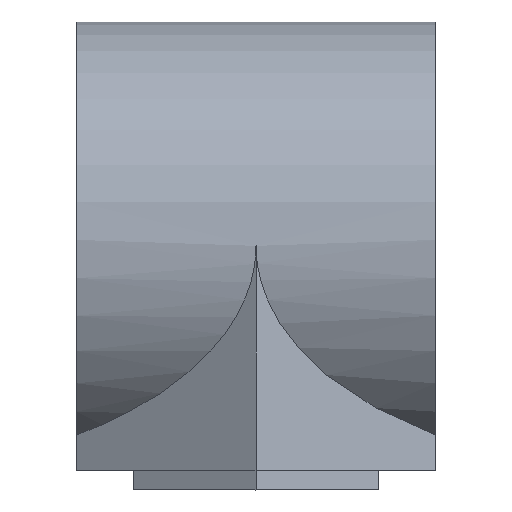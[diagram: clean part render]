
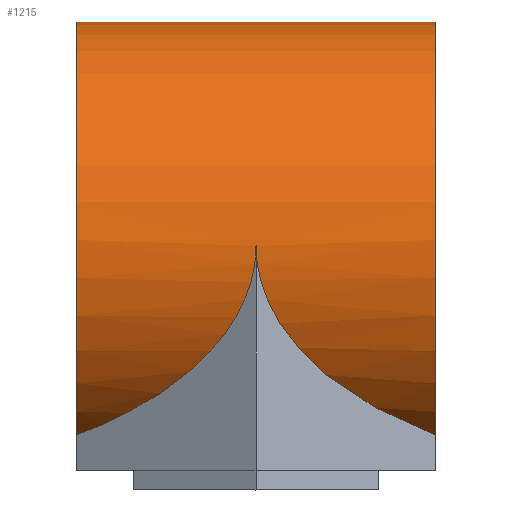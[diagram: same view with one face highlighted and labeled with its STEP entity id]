
A CAD part, top view. The second image highlights one B-rep face of the part: STEP entity #1215.
In plain terms, the highlighted cylindrical face has radius 35 mm (diameter 70 mm), a partial arc.
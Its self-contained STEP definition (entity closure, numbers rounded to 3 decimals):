
#15=ELLIPSE('',#1391,70.,35.);
#16=ELLIPSE('',#1393,70.,35.);
#17=ELLIPSE('',#1396,70.,35.);
#18=ELLIPSE('',#1397,70.,35.);
#149=FACE_OUTER_BOUND('',#241,.T.);
#241=EDGE_LOOP('',(#1087,#1088,#1089,#1090,#1091,#1092));
#470=CIRCLE('',#1333,35.);
#494=CIRCLE('',#1398,35.);
#581=VERTEX_POINT('',#2037);
#582=VERTEX_POINT('',#2038);
#603=VERTEX_POINT('',#2138);
#604=VERTEX_POINT('',#2140);
#605=VERTEX_POINT('',#2144);
#606=VERTEX_POINT('',#2150);
#721=EDGE_CURVE('',#581,#582,#470,.T.);
#768=EDGE_CURVE('',#604,#603,#15,.T.);
#770=EDGE_CURVE('',#605,#581,#16,.T.);
#771=EDGE_CURVE('',#582,#604,#17,.T.);
#772=EDGE_CURVE('',#606,#605,#18,.T.);
#773=EDGE_CURVE('',#603,#606,#494,.T.);
#1087=ORIENTED_EDGE('',*,*,#771,.F.);
#1088=ORIENTED_EDGE('',*,*,#721,.F.);
#1089=ORIENTED_EDGE('',*,*,#770,.F.);
#1090=ORIENTED_EDGE('',*,*,#772,.F.);
#1091=ORIENTED_EDGE('',*,*,#773,.F.);
#1092=ORIENTED_EDGE('',*,*,#768,.F.);
#1146=CYLINDRICAL_SURFACE('',#1395,35.);
#1215=ADVANCED_FACE('',(#149),#1146,.T.);
#1333=AXIS2_PLACEMENT_3D('',#2039,#1641,#1642);
#1391=AXIS2_PLACEMENT_3D('',#2142,#1780,#1781);
#1393=AXIS2_PLACEMENT_3D('',#2146,#1785,#1786);
#1395=AXIS2_PLACEMENT_3D('',#2148,#1789,#1790);
#1396=AXIS2_PLACEMENT_3D('',#2149,#1791,#1792);
#1397=AXIS2_PLACEMENT_3D('',#2151,#1793,#1794);
#1398=AXIS2_PLACEMENT_3D('',#2152,#1795,#1796);
#1641=DIRECTION('center_axis',(-1.,0.,0.));
#1642=DIRECTION('ref_axis',(0.,1.,0.));
#1780=DIRECTION('center_axis',(-0.5,0.,0.866));
#1781=DIRECTION('ref_axis',(0.866,0.,0.5));
#1785=DIRECTION('center_axis',(0.5,0.,-0.866));
#1786=DIRECTION('ref_axis',(0.866,0.,0.5));
#1789=DIRECTION('center_axis',(1.,0.,0.));
#1790=DIRECTION('ref_axis',(0.,1.,0.));
#1791=DIRECTION('center_axis',(0.5,0.,0.866));
#1792=DIRECTION('ref_axis',(-0.866,0.,0.5));
#1793=DIRECTION('center_axis',(-0.5,0.,-0.866));
#1794=DIRECTION('ref_axis',(-0.866,0.,0.5));
#1795=DIRECTION('center_axis',(1.,0.,0.));
#1796=DIRECTION('ref_axis',(0.,1.,0.));
#2037=CARTESIAN_POINT('',(-28.,5.5,18.834));
#2038=CARTESIAN_POINT('',(-28.,5.5,-18.834));
#2039=CARTESIAN_POINT('Origin',(-28.,35.,0.));
#2138=CARTESIAN_POINT('',(28.,5.5,-18.834));
#2140=CARTESIAN_POINT('',(0.,35.,-35.));
#2142=CARTESIAN_POINT('Origin',(60.622,35.,0.));
#2144=CARTESIAN_POINT('',(0.,35.,35.));
#2146=CARTESIAN_POINT('Origin',(-60.622,35.,0.));
#2148=CARTESIAN_POINT('Origin',(0.,35.,0.));
#2149=CARTESIAN_POINT('Origin',(-60.622,35.,0.));
#2150=CARTESIAN_POINT('',(28.,5.5,18.834));
#2151=CARTESIAN_POINT('Origin',(60.622,35.,0.));
#2152=CARTESIAN_POINT('Origin',(28.,35.,0.));
